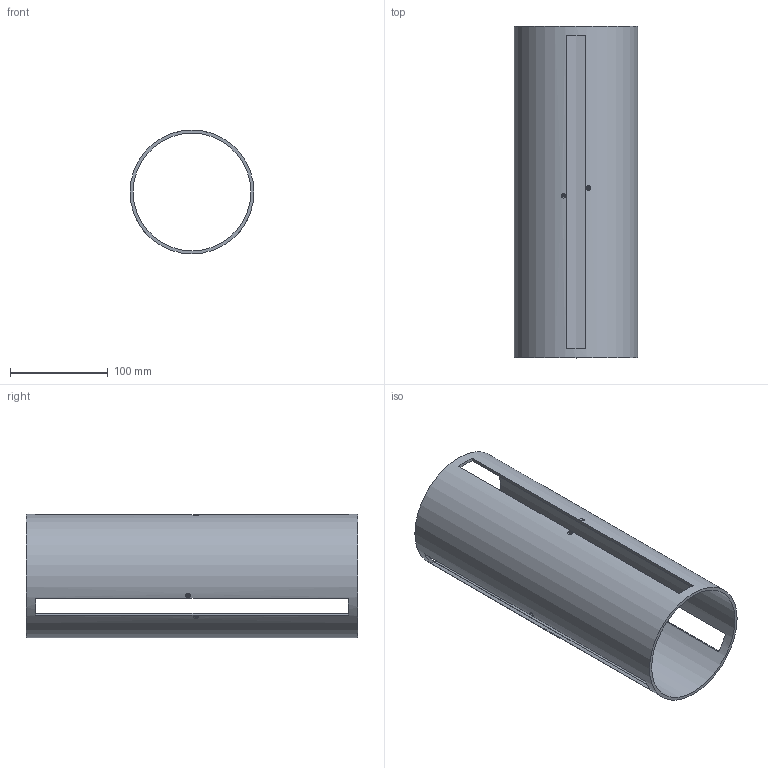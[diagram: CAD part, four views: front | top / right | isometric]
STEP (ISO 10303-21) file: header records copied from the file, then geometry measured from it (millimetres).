
FILE_DESCRIPTION(/* description */ (''),/* implementation_level */ '2;1');
FILE_NAME(/* name */ 'can_#2_hardware.stp',/* time_stamp */ '2020-09-10T10:17:48-05:00',/* author */ ('dsouthall'),/* organization */ (''),/* preprocessor_version */ 'ST-DEVELOPER v18.1',/* originating_system */ 'Autodesk Inventor 2021',/* authorisation */ '');
FILE_SCHEMA (('AUTOMOTIVE_DESIGN { 1 0 10303 214 3 1 1 }'));
Length unit declared in the file: inch
Products named in the file (1): can
Bounding box: 127 x 340 x 127 mm (x, y, z)
Volume: 358573.4 mm3; surface area: 235055.4 mm2
Topology: 1 solids, 1 shells, 28 faces, 92 edges, 66 vertices
Faces by surface type: plane 14, cylinder 8, cone 6
Full cylindrical faces by diameter (mm): 2.438 x6, 120.65 x1, 127 x1
Entity records: 1487 total; most frequent: CARTESIAN_POINT 601, ORIENTED_EDGE 184, DIRECTION 156, EDGE_CURVE 92, VERTEX_POINT 66, AXIS2_PLACEMENT_3D 59, EDGE_LOOP 48, LINE 38
